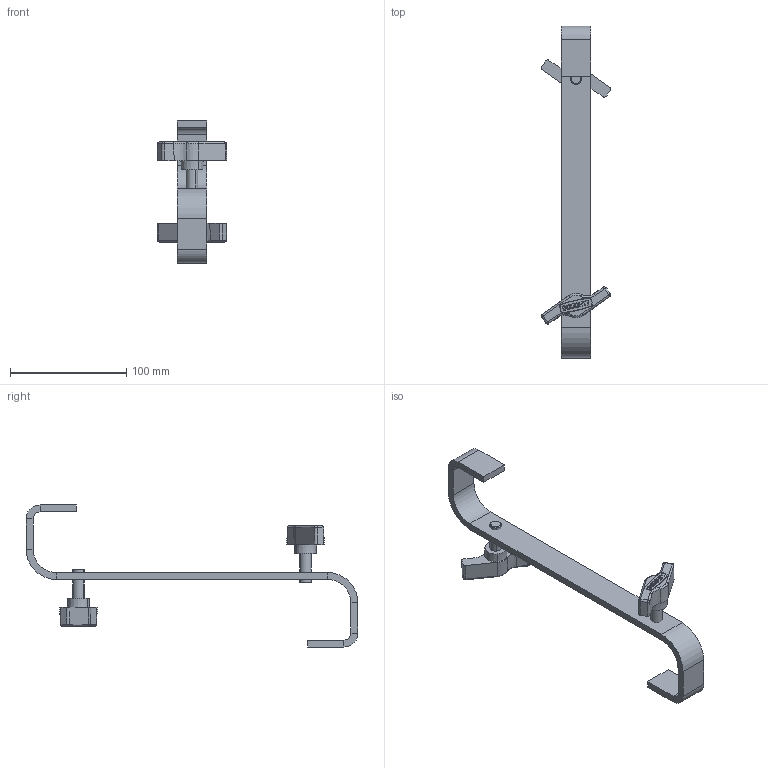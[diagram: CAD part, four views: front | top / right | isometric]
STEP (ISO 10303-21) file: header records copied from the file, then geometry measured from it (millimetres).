
FILE_DESCRIPTION (( 'STEP AP203' ), '1' );
FILE_NAME ('T19800.STEP', '2018-07-13T15:12:10', ( '' ), ( '' ), 'SwSTEP 2.0', 'SolidWorks 2016', '' );
FILE_SCHEMA (( 'CONFIG_CONTROL_DESIGN' ));
Length unit declared in the file: millimetre
Products named in the file (3): TH1765; T19800; Doughty Knob_S0154
Assembly tree (3 placements, depth 2):
  T19800
    TH1765
    Doughty Knob_S0154  x2
Bounding box: 59.61 x 285 x 122 mm (x, y, z)
Volume: 99679.9 mm3; surface area: 38314.2 mm2
Topology: 3 solids, 3 shells, 294 faces, 722 edges, 460 vertices
Faces by surface type: plane 162, cylinder 92, cone 24, torus 16
Entity records: 5206 total; most frequent: DIRECTION 889, CARTESIAN_POINT 833, ORIENTED_EDGE 810, EDGE_CURVE 405, AXIS2_PLACEMENT_3D 310, LINE 269, VECTOR 269, VERTEX_POINT 254
